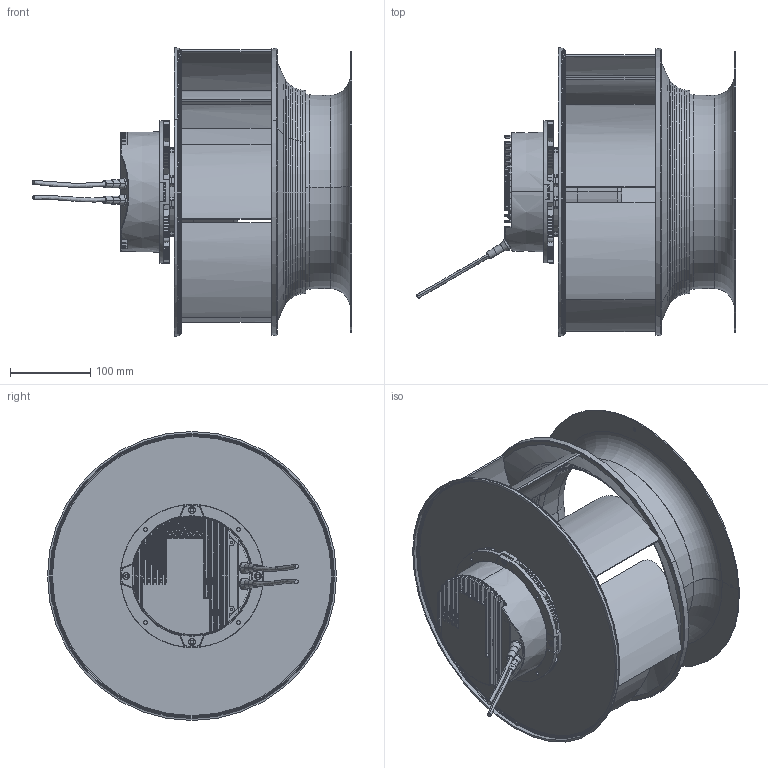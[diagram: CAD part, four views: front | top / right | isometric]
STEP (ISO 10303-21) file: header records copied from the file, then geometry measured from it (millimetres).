
FILE_DESCRIPTION((''),'2;1');
FILE_NAME('OD84_MOTOR_ASM','2017-11-06T',('CHESTER.YAN'),(''),'CREO PARAMETRIC BY PTC INC, 2015080','CREO PARAMETRIC BY PTC INC, 2015080','');
FILE_SCHEMA(('CONFIG_CONTROL_DESIGN'));
Products named in the file (7): PRT0012_1_2_1; PRT0012_1_ASM_1_ASM; ASM0013_ASM_1_ASM_1_ASM; ASM0014_ASM_1_ASM; PRT0001; 036_23R_NOZZLE; OD84_MOTOR_ASM
Assembly tree (6 placements, depth 5):
  OD84_MOTOR_ASM
    ASM0014_ASM_1_ASM
      ASM0013_ASM_1_ASM_1_ASM
        PRT0012_1_ASM_1_ASM
          PRT0012_1_2_1
    PRT0001
    036_23R_NOZZLE
Bounding box: 397.57 x 360 x 360 mm (x, y, z)
Volume: 1480086 mm3; surface area: 1007814.7 mm2
Topology: 3 solids, 8 shells, 2512 faces, 6658 edges, 4054 vertices
Faces by surface type: cylinder 800, plane 539, torus 435, cone 332, bspline 307, sphere 99
Entity records: 101512 total; most frequent: CARTESIAN_POINT 42499, ORIENTED_EDGE 12923, DIRECTION 11864, EDGE_CURVE 6564, AXIS2_PLACEMENT_3D 5003, VERTEX_POINT 4054, CIRCLE 2781, EDGE_LOOP 2626
